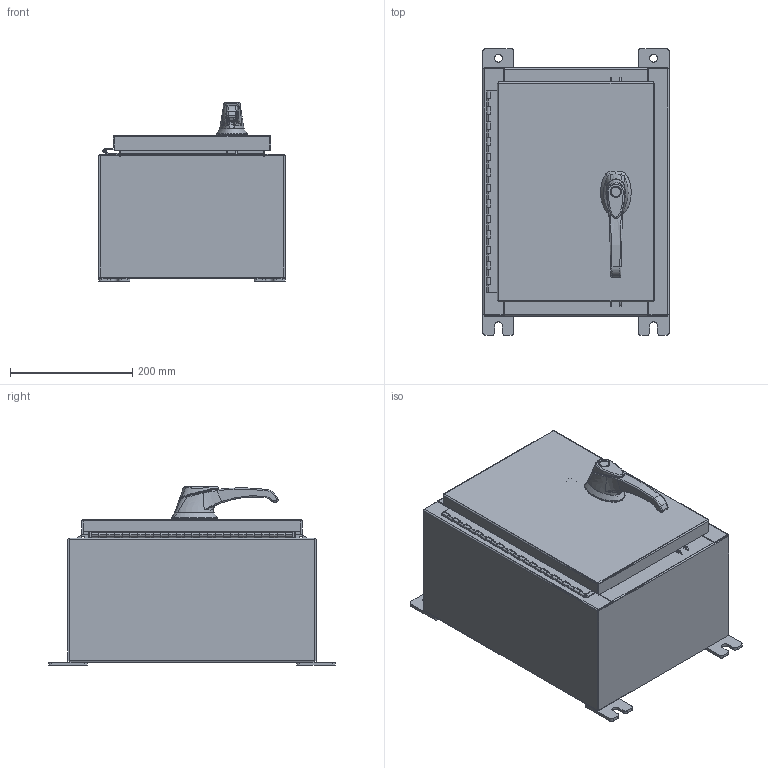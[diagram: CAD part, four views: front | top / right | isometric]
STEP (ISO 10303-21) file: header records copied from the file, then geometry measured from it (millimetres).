
FILE_DESCRIPTION (( 'STEP AP203' ), '1' );
FILE_NAME ('N16H1208SS6WP3PT.STEP', '2014-02-06T22:18:53', ( 'changeme' ), ( 'Microsoft' ), 'SwSTEP 2.0', 'SolidWorks 2013', '' );
FILE_SCHEMA (( 'CONFIG_CONTROL_DESIGN' ));
Length unit declared in the file: inch
Products named in the file (27): N16H1208SS6WP3PT Defeater Handle - 3 - 2500-51 ZN; 033060_032151; N16H1208SS6WP3PT Hinge Cover Side; NMP-SS-RODGUIDES; 297025; N16H1208SS6WP3PT 125 Pin Hinge; N16H1208SS6WP3PT Defeater Handle Rod; 012103_012102; N16H1208SS6WP3PT Mounting Feet; N16H1208SS6WP3PT Cover; 00005309_G26103101; 26161102; N16H1208SS6WP3PT Body; 2616310101; 297026; N16H1208SS6WP3PT Bottom; 00005310_26163101; 21130102; N16H1208SS6WP3PT Backpanel; N16H1208SS6WP3PT Top; 022151; 00005090; N16H1208SS6WP3PT Mounting Studs; N16H1208SS6WP3PT; N16H1208SS6WP3PT 263033_Industrilas; g26103103_26163303; N16H1208SS6WP3PT Hinge Enclosure Side2
Assembly tree (35 placements, depth 4):
  N16H1208SS6WP3PT
    N16H1208SS6WP3PT Backpanel
    N16H1208SS6WP3PT Mounting Studs  x4
    N16H1208SS6WP3PT 125 Pin Hinge
      N16H1208SS6WP3PT Hinge Enclosure Side2
      N16H1208SS6WP3PT Hinge Cover Side
    N16H1208SS6WP3PT Mounting Feet  x4
    N16H1208SS6WP3PT 263033_Industrilas
      26161102
      297026
      21130102
      00005090
      g26103103_26163303
      033060_032151  x2
      297025
      012103_012102
      00005310_26163101
        00005309_G26103101
        2616310101
      022151
    N16H1208SS6WP3PT Defeater Handle - 3 - 2500-51 ZN
    NMP-SS-RODGUIDES  x2
    N16H1208SS6WP3PT Defeater Handle Rod  x2
    N16H1208SS6WP3PT Cover
    N16H1208SS6WP3PT Body
    N16H1208SS6WP3PT Bottom
    N16H1208SS6WP3PT Top
Bounding box: 304.8 x 469.9 x 291.97 mm (x, y, z)
Volume: 1591854.2 mm3; surface area: 1542569.7 mm2
Topology: 31 solids, 33 shells, 2204 faces, 5508 edges, 3388 vertices
Faces by surface type: cylinder 793, plane 757, bspline 329, cone 293, torus 32
Entity records: 105894 total; most frequent: CARTESIAN_POINT 57168, ORIENTED_EDGE 10150, DIRECTION 8537, EDGE_CURVE 5076, AXIS2_PLACEMENT_3D 3142, VERTEX_POINT 3126, LINE 2253, VECTOR 2253
